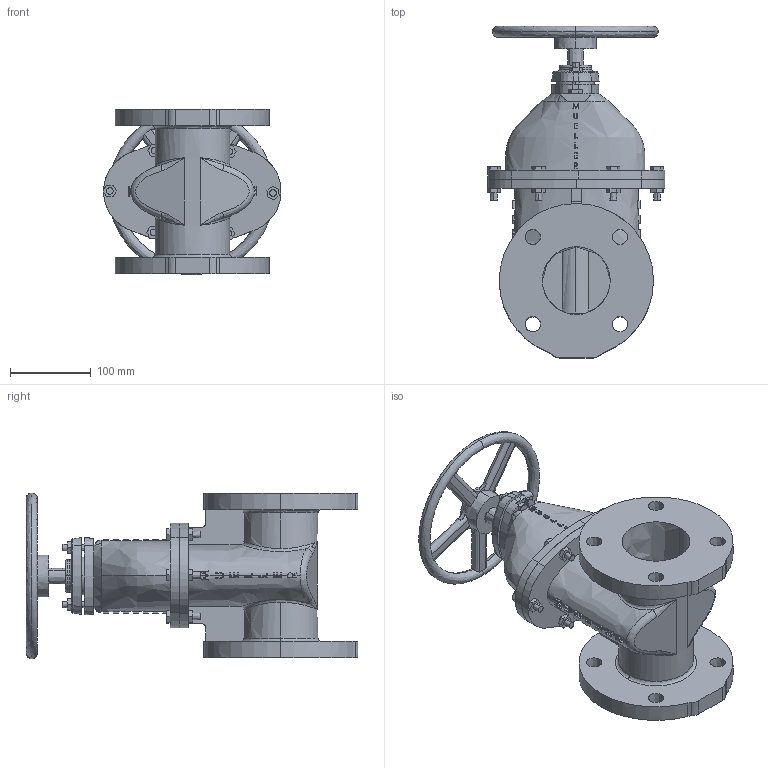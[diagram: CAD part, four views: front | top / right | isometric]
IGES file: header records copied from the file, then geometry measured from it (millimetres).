
Start section: SolidWorks IGES file using NURBS representation for surfaces
Global section: file name: A-2360-6_03_H.IGS; native system: SolidWorks 2014; preprocessor: SolidWorks 2014; author: CAD; date: 150223.130624; units: inch
Bounding box: 219.75 x 409.77 x 205.03 mm (x, y, z)
Volume: 3556285 mm3; surface area: 622389.7 mm2
Topology: 30 solids, 30 shells, 1067 faces, 2911 edges, 1878 vertices
Faces by surface type: bspline 1067
